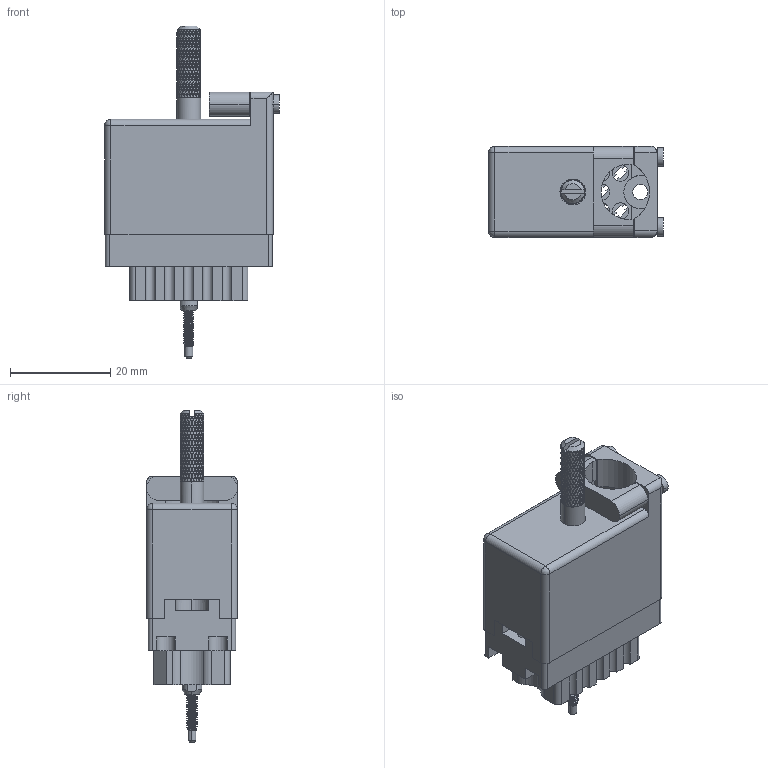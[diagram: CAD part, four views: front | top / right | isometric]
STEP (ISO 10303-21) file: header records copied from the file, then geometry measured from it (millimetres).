
FILE_DESCRIPTION (( 'STEP AP203' ), '1' );
FILE_NAME ('519-014-000-465.STEP', '2020-09-09T17:42:40', ( '' ), ( '' ), 'SwSTEP 2.0', 'SolidWorks 2020', '' );
FILE_SCHEMA (( 'CONFIG_CONTROL_DESIGN' ));
Length unit declared in the file: inch
Products named in the file (9): 516-252-022-102; 516-251-025-100; Actuating Screw Assy 020; 519-014-000-465; 516-250-020-111; 516-230-001_Metal - 020 Top Entry; 516-253-025-100; 516-250-021-102_519; 519 Receptacle Insulator_014
Assembly tree (8 placements, depth 3):
  519-014-000-465
    519 Receptacle Insulator_014
    Actuating Screw Assy 020
      516-251-025-100
      516-250-021-102_519
      516-250-020-111
      516-253-025-100
      516-252-022-102
    516-230-001_Metal - 020 Top Entry
Bounding box: 34.92 x 18.16 x 66.29 mm (x, y, z)
Volume: 10685.6 mm3; surface area: 14199.7 mm2
Topology: 7 solids, 7 shells, 3220 faces, 7133 edges, 3938 vertices
Faces by surface type: bspline 2022, cylinder 744, plane 432, cone 20, sphere 2
Entity records: 176717 total; most frequent: CARTESIAN_POINT 128148, ORIENTED_EDGE 14262, EDGE_CURVE 7131, DIRECTION 4807, VERTEX_POINT 3938, EDGE_LOOP 3293, ADVANCED_FACE 3220, FACE_OUTER_BOUND 3220
